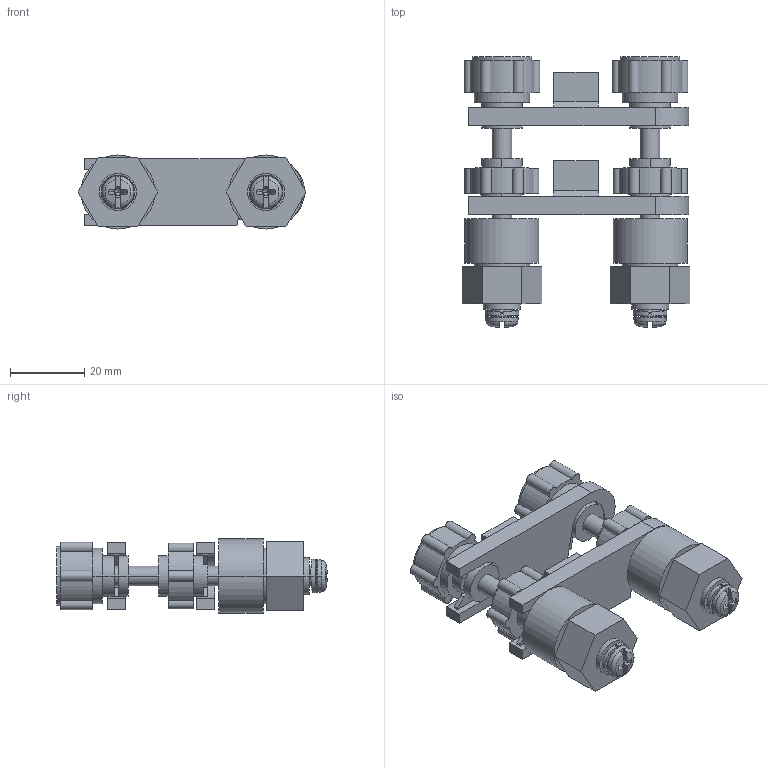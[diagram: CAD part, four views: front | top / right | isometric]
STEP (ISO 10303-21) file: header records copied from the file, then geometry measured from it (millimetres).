
FILE_DESCRIPTION((''),'2;1');
FILE_NAME('2YB675003_ASM','2024-03-04T',('dell'),(''),'PRO/ENGINEER BY PARAMETRIC TECHNOLOGY CORPORATION, 2013230','PRO/ENGINEER BY PARAMETRIC TECHNOLOGY CORPORATION, 2013230','');
FILE_SCHEMA(('AUTOMOTIVE_DESIGN { 1 0 10303 214 1 1 1 1 }'));
Length unit declared in the file: millimetre
Products named in the file (1): 2YB675003_ASM
Bounding box: 61.5 x 73.16 x 20 mm (x, y, z)
Volume: 34613.8 mm3; surface area: 16612.8 mm2
Topology: 3 solids, 5 shells, 321 faces, 836 edges, 545 vertices
Faces by surface type: plane 135, cylinder 126, cone 24, bspline 24, torus 8, sphere 4
Entity records: 12390 total; most frequent: CARTESIAN_POINT 3930, DIRECTION 1679, ORIENTED_EDGE 1656, EDGE_CURVE 828, AXIS2_PLACEMENT_3D 638, VERTEX_POINT 545, VECTOR 403, LINE 403
